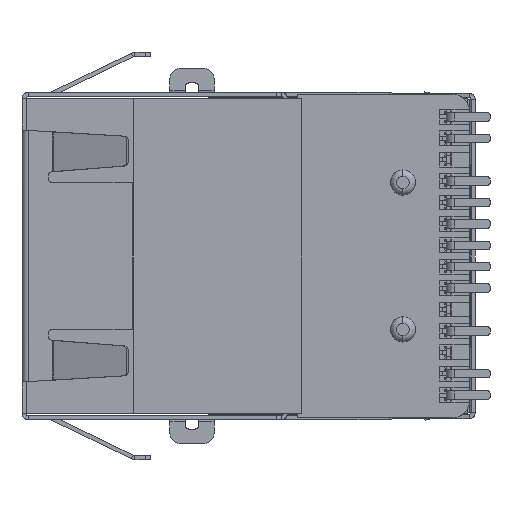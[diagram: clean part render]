
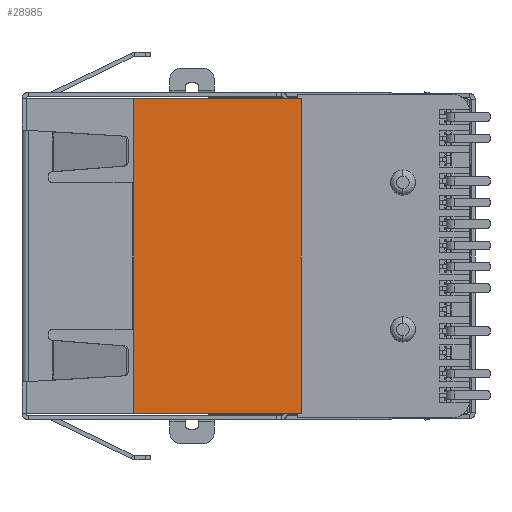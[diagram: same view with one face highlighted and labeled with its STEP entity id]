
A CAD part, front view. The second image highlights one B-rep face of the part: STEP entity #28985.
In plain terms, the highlighted planar face has unit normal (0, -1, 0).
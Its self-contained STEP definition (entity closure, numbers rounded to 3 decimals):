
#6650 = FACE_OUTER_BOUND ( 'NONE', #30762, .T. ) ;
#7325 = EDGE_CURVE ( 'NONE', #23397, #78869, #65827, .T. ) ;
#7465 = VECTOR ( 'NONE', #50693, 1000. ) ;
#10399 = CARTESIAN_POINT ( 'NONE',  ( -5.502, -1.557, 7.5 ) ) ;
#12353 = VECTOR ( 'NONE', #31943, 1000. ) ;
#13264 = LINE ( 'NONE', #68804, #14210 ) ;
#14210 = VECTOR ( 'NONE', #35383, 1000. ) ;
#22267 = LINE ( 'NONE', #57004, #7465 ) ;
#23397 = VERTEX_POINT ( 'NONE', #31989 ) ;
#25742 = CARTESIAN_POINT ( 'NONE',  ( 2.478, -1.557, -7.5 ) ) ;
#27443 = DIRECTION ( 'NONE',  ( 0., 1., 0. ) ) ;
#28416 = ORIENTED_EDGE ( 'NONE', *, *, #63462, .T. ) ;
#28985 = ADVANCED_FACE ( 'NONE', ( #6650 ), #34214, .F. ) ;
#30762 = EDGE_LOOP ( 'NONE', ( #28416, #65533, #75237, #83086 ) ) ;
#31943 = DIRECTION ( 'NONE',  ( -1., 0., 0. ) ) ;
#31989 = CARTESIAN_POINT ( 'NONE',  ( 2.478, -1.557, 7.5 ) ) ;
#34214 = PLANE ( 'NONE',  #63439 ) ;
#35383 = DIRECTION ( 'NONE',  ( 1., 0., 0. ) ) ;
#37932 = EDGE_CURVE ( 'NONE', #77792, #72987, #13264, .T. ) ;
#39295 = LINE ( 'NONE', #25742, #77693 ) ;
#46777 = CARTESIAN_POINT ( 'NONE',  ( -5.502, -1.557, -7.5 ) ) ;
#50693 = DIRECTION ( 'NONE',  ( 0., 0., -1. ) ) ;
#53123 = CARTESIAN_POINT ( 'NONE',  ( 2.478, -1.557, 7.5 ) ) ;
#54965 = DIRECTION ( 'NONE',  ( 1., 0., 0. ) ) ;
#57004 = CARTESIAN_POINT ( 'NONE',  ( -5.502, -1.557, 7.5 ) ) ;
#60034 = DIRECTION ( 'NONE',  ( 0., 0., 1. ) ) ;
#61748 = CARTESIAN_POINT ( 'NONE',  ( -1.512, -1.557, 0. ) ) ;
#63439 = AXIS2_PLACEMENT_3D ( 'NONE', #61748, #27443, #54965 ) ;
#63462 = EDGE_CURVE ( 'NONE', #78869, #77792, #22267, .T. ) ;
#63774 = CARTESIAN_POINT ( 'NONE',  ( 2.478, -1.557, -7.5 ) ) ;
#65533 = ORIENTED_EDGE ( 'NONE', *, *, #37932, .T. ) ;
#65827 = LINE ( 'NONE', #53123, #12353 ) ;
#68804 = CARTESIAN_POINT ( 'NONE',  ( -5.502, -1.557, -7.5 ) ) ;
#72987 = VERTEX_POINT ( 'NONE', #63774 ) ;
#75237 = ORIENTED_EDGE ( 'NONE', *, *, #75682, .T. ) ;
#75682 = EDGE_CURVE ( 'NONE', #72987, #23397, #39295, .T. ) ;
#77693 = VECTOR ( 'NONE', #60034, 1000. ) ;
#77792 = VERTEX_POINT ( 'NONE', #46777 ) ;
#78869 = VERTEX_POINT ( 'NONE', #10399 ) ;
#83086 = ORIENTED_EDGE ( 'NONE', *, *, #7325, .T. ) ;
